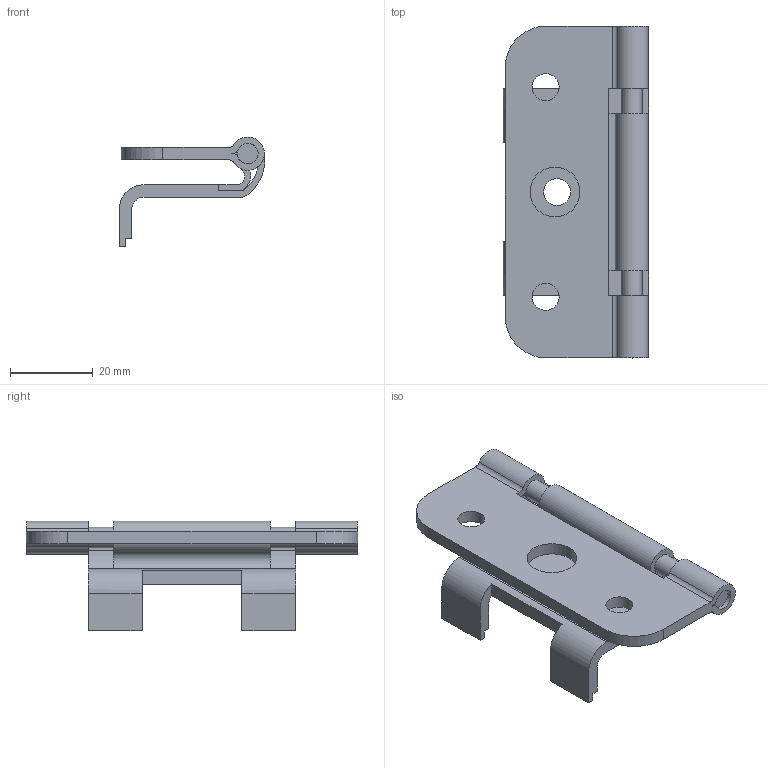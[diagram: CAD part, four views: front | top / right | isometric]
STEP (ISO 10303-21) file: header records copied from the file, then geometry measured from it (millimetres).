
FILE_DESCRIPTION(/* description */ ('Unknown'),/* implementation_level */ '2;1');
FILE_NAME(/* name */ 'Schanier',/* time_stamp */ '2018-02-21T12:39:15+01:00',/* author */ ('Unknown'),/* organization */ ('Unknown'),/* preprocessor_version */ 'ST-DEVELOPER v16',/* originating_system */ 'DEX',/* authorisation */ $);
FILE_SCHEMA (('AUTOMOTIVE_DESIGN {1 0 10303 214 3 1 1}'));
Length unit declared in the file: millimetre
Products named in the file (4): Schanier; Schanier_unten; Schanier_oben; Schanier_bolzen
Assembly tree (3 placements, depth 2):
  Schanier
    Schanier_unten
    Schanier_oben
    Schanier_bolzen
Bounding box: 35.12 x 80 x 26.5 mm (x, y, z)
Volume: 14595.1 mm3; surface area: 13608.2 mm2
Topology: 3 solids, 3 shells, 66 faces, 184 edges, 122 vertices
Faces by surface type: plane 37, cylinder 29
Full cylindrical faces by diameter (mm): 5 x1, 6.5 x3, 12 x1
Entity records: 2240 total; most frequent: DIRECTION 383, CARTESIAN_POINT 371, ORIENTED_EDGE 358, EDGE_CURVE 179, AXIS2_PLACEMENT_3D 134, VERTEX_POINT 122, LINE 115, VECTOR 115
